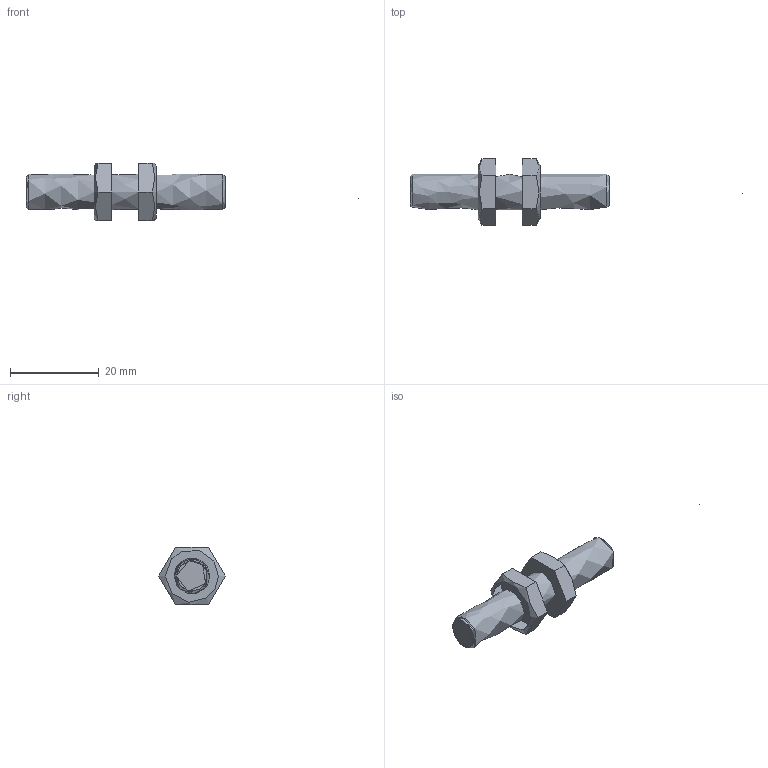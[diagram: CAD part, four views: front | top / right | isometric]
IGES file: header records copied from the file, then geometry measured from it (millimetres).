
Global section: file name: Filename.iges; native system: Open CASCADE 6.7; preprocessor: Open CASCADE IGES processor 6.7; author: schlueter; date: 20170118.085825; units: inch
Bounding box: 75 x 15.01 x 13 mm (x, y, z)
Surface area: 2018.2 mm2 (no closed solid volume)
Topology: 0 solids, 0 shells, 27 faces, 116 edges, 104 vertices
Faces by surface type: plane 19, revolution 8
